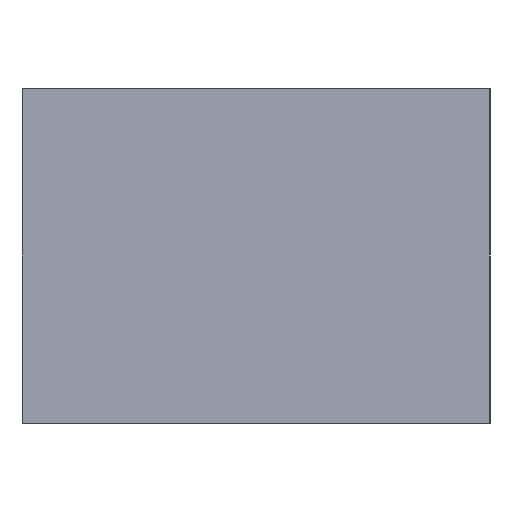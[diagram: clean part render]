
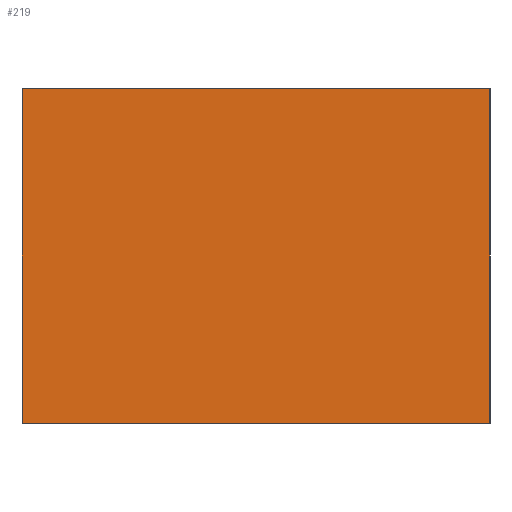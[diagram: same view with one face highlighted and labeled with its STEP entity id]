
A CAD part, left-side view. The second image highlights one B-rep face of the part: STEP entity #219.
In plain terms, the highlighted planar face has unit normal (-1, 0, 0).
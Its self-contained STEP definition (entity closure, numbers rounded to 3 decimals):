
#28=PLANE('',#254);
#39=FACE_OUTER_BOUND('',#50,.T.);
#50=EDGE_LOOP('',(#184,#185,#186,#187));
#69=LINE('',#354,#86);
#77=LINE('',#369,#94);
#78=LINE('',#371,#95);
#79=LINE('',#372,#96);
#86=VECTOR('',#297,10.);
#94=VECTOR('',#309,10.);
#95=VECTOR('',#312,10.);
#96=VECTOR('',#313,10.);
#118=VERTEX_POINT('',#351);
#119=VERTEX_POINT('',#353);
#123=VERTEX_POINT('',#365);
#124=VERTEX_POINT('',#367);
#141=EDGE_CURVE('',#118,#119,#69,.T.);
#149=EDGE_CURVE('',#123,#124,#77,.T.);
#150=EDGE_CURVE('',#118,#123,#78,.T.);
#151=EDGE_CURVE('',#119,#124,#79,.T.);
#184=ORIENTED_EDGE('',*,*,#150,.T.);
#185=ORIENTED_EDGE('',*,*,#149,.T.);
#186=ORIENTED_EDGE('',*,*,#151,.F.);
#187=ORIENTED_EDGE('',*,*,#141,.F.);
#219=ADVANCED_FACE('',(#39),#28,.T.);
#254=AXIS2_PLACEMENT_3D('',#370,#310,#311);
#297=DIRECTION('',(0.,0.,1.));
#309=DIRECTION('',(0.,0.,1.));
#310=DIRECTION('center_axis',(-1.,0.,0.));
#311=DIRECTION('ref_axis',(0.,-1.,0.));
#312=DIRECTION('',(0.,-1.,0.));
#313=DIRECTION('',(0.,-1.,0.));
#351=CARTESIAN_POINT('',(0.,7.,0.));
#353=CARTESIAN_POINT('',(0.,7.,5.));
#354=CARTESIAN_POINT('',(0.,7.,0.));
#365=CARTESIAN_POINT('',(0.,0.,0.));
#367=CARTESIAN_POINT('',(0.,0.,5.));
#369=CARTESIAN_POINT('',(0.,0.,0.));
#370=CARTESIAN_POINT('Origin',(0.,7.,0.));
#371=CARTESIAN_POINT('',(0.,7.,0.));
#372=CARTESIAN_POINT('',(0.,7.,5.));
